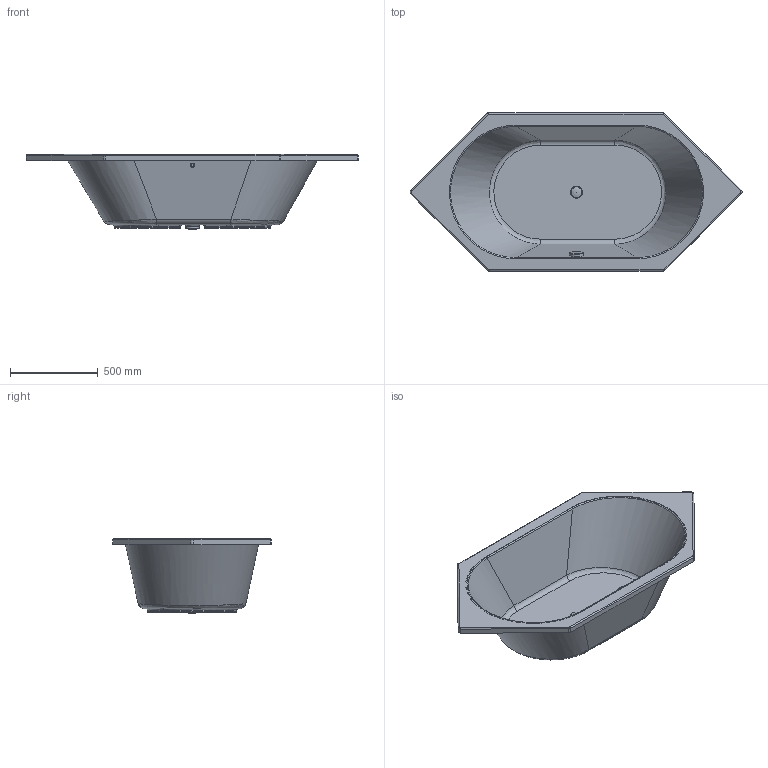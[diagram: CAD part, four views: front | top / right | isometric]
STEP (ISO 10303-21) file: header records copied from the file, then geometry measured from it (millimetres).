
FILE_DESCRIPTION((''),'2;1');
FILE_NAME('700138.stp','2010-12-11T19:42:45',('Andreas'),(''),'Autodesk Inventor 2009','Autodesk Inventor 2009','');
FILE_SCHEMA(('AUTOMOTIVE_DESIGN { 1 0 10303 214 1 1 1 1 }'));
Length unit declared in the file: millimetre
Products named in the file (5): 700138; Verschluss_Ueberlauf; Stopfen; Kelch
Assembly tree (4 placements, depth 2):
  700138
    700138
    Verschluss_Ueberlauf
    Stopfen
    Kelch
Bounding box: 1888.3 x 900 x 427.1 mm (x, y, z)
Volume: 29756754.4 mm3; surface area: 4733008.1 mm2
Topology: 4 solids, 5 shells, 148 faces, 338 edges, 203 vertices
Faces by surface type: cylinder 51, plane 51, bspline 28, torus 11, sphere 4, cone 3
Full cylindrical faces by diameter (mm): 20 x1, 25 x1, 42 x1, 44 x1, 52 x1, 60 x1, 75 x1, 79 x1, 79.999 x1
Entity records: 10852 total; most frequent: CARTESIAN_POINT 7593, DIRECTION 653, ORIENTED_EDGE 616, EDGE_CURVE 308, AXIS2_PLACEMENT_3D 255, VERTEX_POINT 198, EDGE_LOOP 184, FACE_OUTER_BOUND 148
